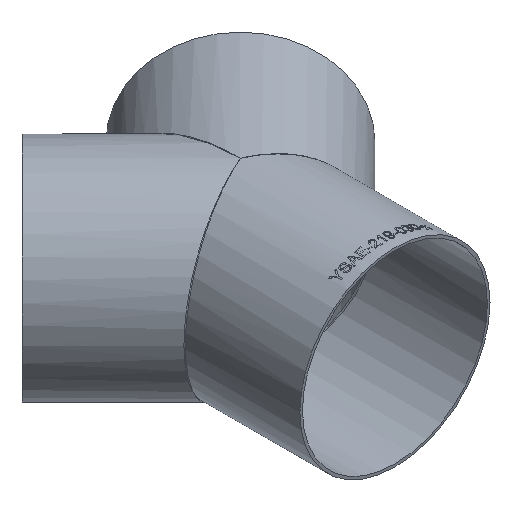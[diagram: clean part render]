
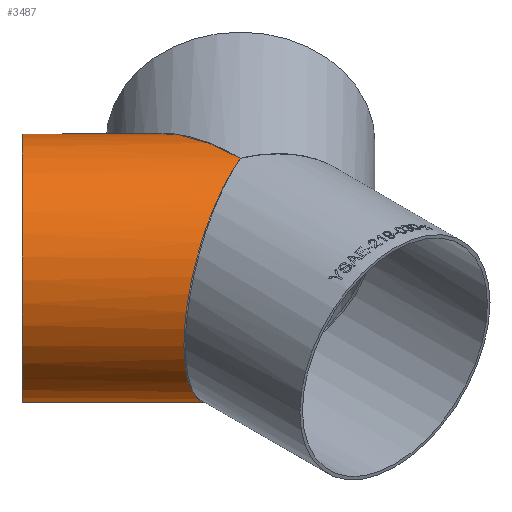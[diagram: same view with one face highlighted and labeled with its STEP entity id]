
A CAD part, isometric view. The second image highlights one B-rep face of the part: STEP entity #3487.
In plain terms, the highlighted cylindrical face has radius 109.55 mm (diameter 219.1 mm), a full revolution.
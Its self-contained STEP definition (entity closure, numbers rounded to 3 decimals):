
#800 = AXIS2_PLACEMENT_3D ( 'NONE', #12548, #10269, #19735 ) ;
#1584 = CARTESIAN_POINT ( 'NONE',  ( -2.404, 312.258, -109.55 ) ) ;
#2174 = AXIS2_PLACEMENT_3D ( 'NONE', #6609, #13592, #22923 ) ;
#3196 = CARTESIAN_POINT ( 'NONE',  ( 0., 0., 109.55 ) ) ;
#3487 = ADVANCED_FACE ( 'NONE', ( #8889, #18187 ), #27482, .T. ) ;
#5474 = ORIENTED_EDGE ( 'NONE', *, *, #24771, .T. ) ;
#6197 = EDGE_LOOP ( 'NONE', ( #21678 ) ) ;
#6338 = EDGE_CURVE ( 'NONE', #29968, #29968, #25616, .T. ) ;
#6609 = CARTESIAN_POINT ( 'NONE',  ( 85.281, -85.281, 0. ) ) ;
#8889 = FACE_OUTER_BOUND ( 'NONE', #24019, .T. ) ;
#8913 = VERTEX_POINT ( 'NONE', #3196 ) ;
#8986 = VERTEX_POINT ( 'NONE', #23931 ) ;
#10269 = DIRECTION ( 'NONE',  ( -0.707, 0.707, 0. ) ) ;
#10857 = CARTESIAN_POINT ( 'NONE',  ( 0., 0., -109.55 ) ) ;
#11073 = CARTESIAN_POINT ( 'NONE',  ( -220.096, -89.758, -109.55 ) ) ;
#11363 = CARTESIAN_POINT ( 'NONE',  ( 0., 0., 109.55 ) ) ;
#12548 = CARTESIAN_POINT ( 'NONE',  ( -125.865, 125.865, 0. ) ) ;
#13592 = DIRECTION ( 'NONE',  ( -0.707, 0.707, 0. ) ) ;
#14242 = CARTESIAN_POINT ( 'NONE',  ( -203.329, 48.401, 0. ) ) ;
#15133 = CARTESIAN_POINT ( 'NONE',  ( 0., 0., 109.55 ) ) ;
#16888 =( BOUNDED_CURVE ( )  B_SPLINE_CURVE ( 3, ( #29829, #11073, #29974, #11363 ),
 .UNSPECIFIED., .F., .F. ) 
 B_SPLINE_CURVE_WITH_KNOTS ( ( 4, 4 ),
 ( 4.712, 7.854 ),
 .UNSPECIFIED. ) 
 CURVE ( )  GEOMETRIC_REPRESENTATION_ITEM ( )  RATIONAL_B_SPLINE_CURVE ( ( 1., 0.333, 0.333, 1. ) ) 
 REPRESENTATION_ITEM ( '' )  );
#18187 = FACE_OUTER_BOUND ( 'NONE', #6197, .T. ) ;
#19735 = DIRECTION ( 'NONE',  ( -0.707, -0.707, 0. ) ) ;
#21678 = ORIENTED_EDGE ( 'NONE', *, *, #6338, .F. ) ;
#22923 = DIRECTION ( 'NONE',  ( -0.707, -0.707, 0. ) ) ;
#23931 = CARTESIAN_POINT ( 'NONE',  ( 0., 0., -109.55 ) ) ;
#24019 = EDGE_LOOP ( 'NONE', ( #26826, #5474 ) ) ;
#24771 = EDGE_CURVE ( 'NONE', #8986, #8913, #16888, .T. ) ;
#25616 = CIRCLE ( 'NONE', #800, 109.55 ) ;
#26726 = CARTESIAN_POINT ( 'NONE',  ( -2.404, 312.258, 109.55 ) ) ;
#26826 = ORIENTED_EDGE ( 'NONE', *, *, #27399, .T. ) ;
#27399 = EDGE_CURVE ( 'NONE', #8913, #8986, #27593, .T. ) ;
#27482 = CYLINDRICAL_SURFACE ( 'NONE', #2174, 109.55 ) ;
#27593 =( BOUNDED_CURVE ( )  B_SPLINE_CURVE ( 3, ( #15133, #26726, #1584, #10857 ),
 .UNSPECIFIED., .F., .T. ) 
 B_SPLINE_CURVE_WITH_KNOTS ( ( 4, 4 ),
 ( 1.571, 4.712 ),
 .UNSPECIFIED. ) 
 CURVE ( )  GEOMETRIC_REPRESENTATION_ITEM ( )  RATIONAL_B_SPLINE_CURVE ( ( 1., 0.333, 0.333, 1. ) ) 
 REPRESENTATION_ITEM ( '' )  );
#29829 = CARTESIAN_POINT ( 'NONE',  ( 0., 0., -109.55 ) ) ;
#29968 = VERTEX_POINT ( 'NONE', #14242 ) ;
#29974 = CARTESIAN_POINT ( 'NONE',  ( -220.096, -89.758, 109.55 ) ) ;
